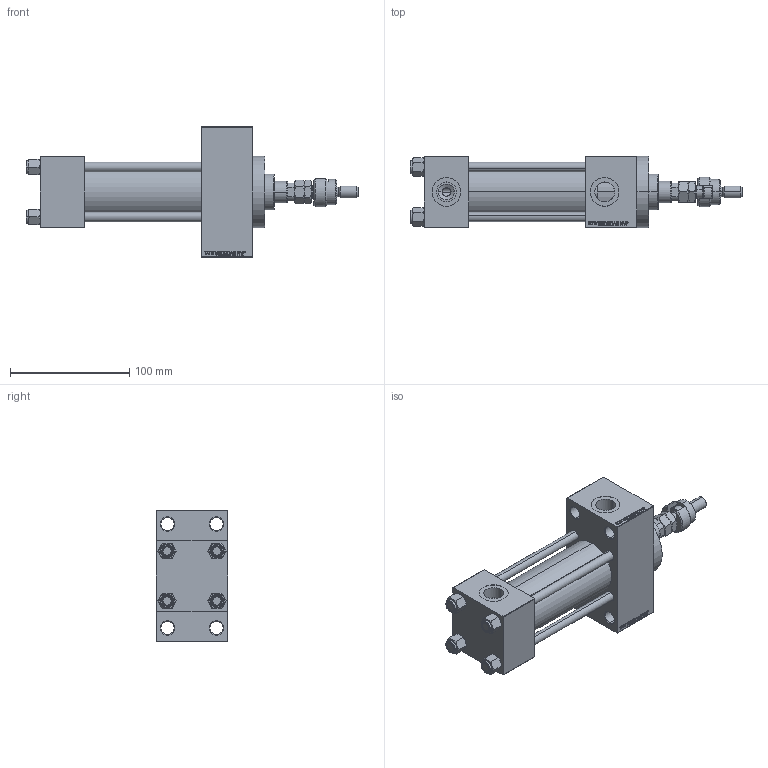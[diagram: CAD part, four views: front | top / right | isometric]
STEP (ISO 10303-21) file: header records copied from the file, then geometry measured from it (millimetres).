
FILE_DESCRIPTION (( 'STEP AP203' ), '1' );
FILE_NAME ('8fc8.STEP', '2023-08-23T02:20:42', ( '' ), ( '' ), 'SwSTEP 2.0', 'SolidWorks 2019', '' );
FILE_SCHEMA (( 'CONFIG_CONTROL_DESIGN' ));
Length unit declared in the file: millimetre
Products named in the file (9): V215CR_VCP_D 0c4eac0571b66e6d0f34332354c6240c; FEMALE_PART_FOR_DFA 0c4eac0571b66e6d0f34332354c6240c; V215_VC_A 0c4eac0571b66e6d0f34332354c6240c; DFA 0c4eac0571b66e6d0f34332354c6240c; V215CR_D_TYCINKA 0c4eac0571b66e6d0f34332354c6240c; 8fc8; V215CR_D_Body 0c4eac0571b66e6d0f34332354c6240c; MFA 0c4eac0571b66e6d0f34332354c6240c; NUT_M5_D 0c4eac0571b66e6d0f34332354c6240c
Assembly tree (14 placements, depth 3):
  8fc8
    V215CR_D_Body 0c4eac0571b66e6d0f34332354c6240c
    V215CR_VCP_D 0c4eac0571b66e6d0f34332354c6240c
    NUT_M5_D 0c4eac0571b66e6d0f34332354c6240c  x4
    V215CR_D_TYCINKA 0c4eac0571b66e6d0f34332354c6240c  x4
    V215_VC_A 0c4eac0571b66e6d0f34332354c6240c
    DFA 0c4eac0571b66e6d0f34332354c6240c
      FEMALE_PART_FOR_DFA 0c4eac0571b66e6d0f34332354c6240c
      MFA 0c4eac0571b66e6d0f34332354c6240c
Bounding box: 278 x 60 x 109 mm (x, y, z)
Volume: 558748.6 mm3; surface area: 145082 mm2
Topology: 13 solids, 13 shells, 1189 faces, 2937 edges, 1887 vertices
Faces by surface type: plane 526, bspline 368, cone 182, cylinder 101, torus 12
Entity records: 50044 total; most frequent: CARTESIAN_POINT 25780, ORIENTED_EDGE 5366, DIRECTION 3575, EDGE_CURVE 2683, VERTEX_POINT 1743, LINE 1563, VECTOR 1563, EDGE_LOOP 1202
